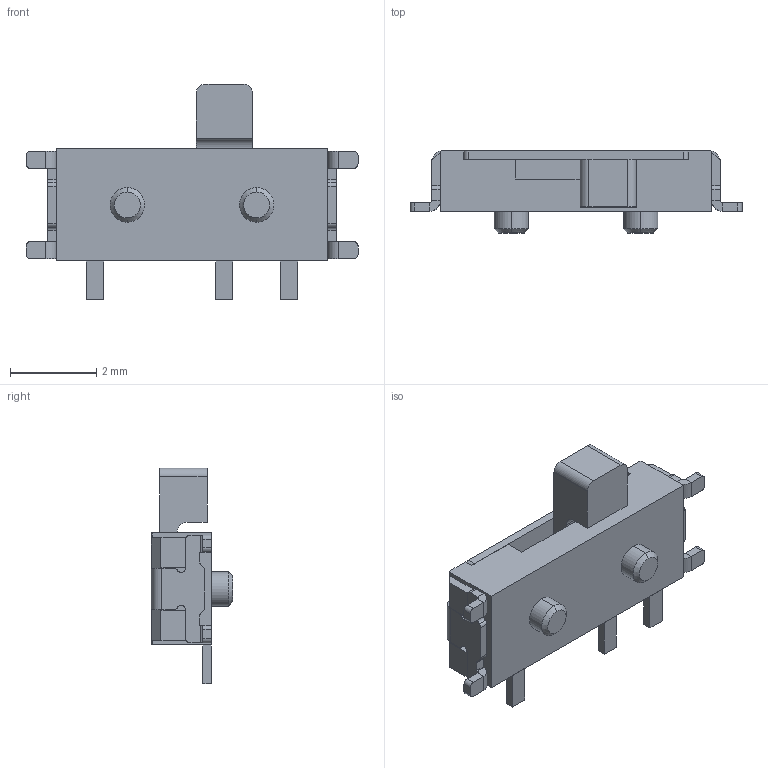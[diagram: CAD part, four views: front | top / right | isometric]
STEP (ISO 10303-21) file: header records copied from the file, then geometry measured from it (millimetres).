
FILE_DESCRIPTION (( 'STEP AP214' ), '1' );
FILE_NAME ('CUS-12TB.STEP', '2023-09-28T04:31:04', ( '' ), ( '' ), 'SwSTEP 2.0', 'SolidWorks 2021', '' );
FILE_SCHEMA (( 'AUTOMOTIVE_DESIGN' ));
Length unit declared in the file: millimetre
Products named in the file (1): CUS-12TB
Bounding box: 7.7 x 1.9 x 5 mm (x, y, z)
Volume: 26.2 mm3; surface area: 120.6 mm2
Topology: 6 solids, 6 shells, 217 faces, 553 edges, 350 vertices
Faces by surface type: plane 154, cylinder 59, cone 4
Entity records: 6540 total; most frequent: CARTESIAN_POINT 1121, DIRECTION 1111, ORIENTED_EDGE 1106, EDGE_CURVE 553, LINE 431, VECTOR 431, VERTEX_POINT 350, AXIS2_PLACEMENT_3D 340
